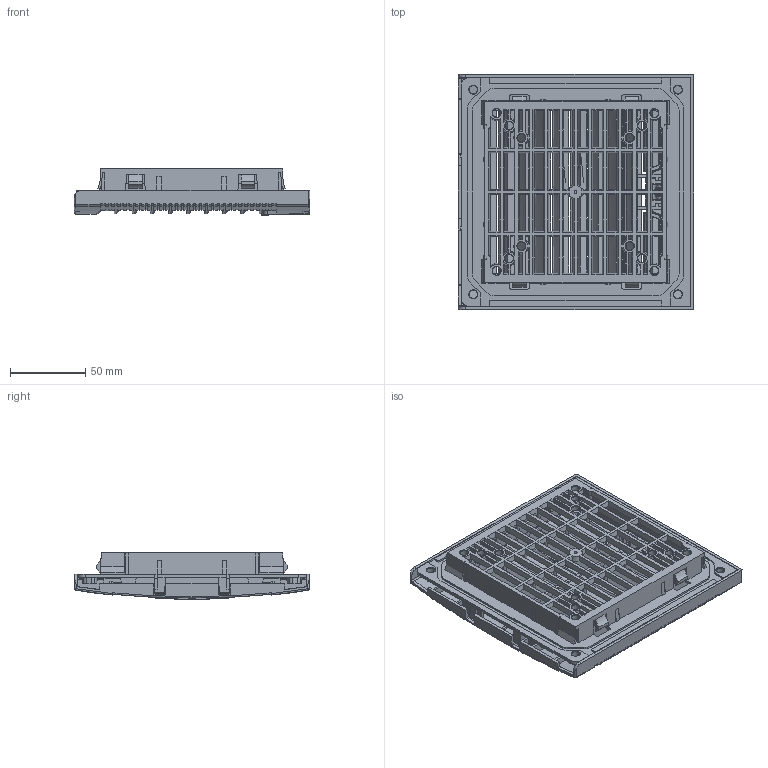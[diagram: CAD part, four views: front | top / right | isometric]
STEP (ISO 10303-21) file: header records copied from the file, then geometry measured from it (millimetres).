
FILE_DESCRIPTION(('FreeCAD Model'),'2;1');
FILE_NAME('LFGH120.stp', '2019-12-02T08:35:27',('Author'),(''), 'Open CASCADE STEP processor 7.3','FreeCAD','Unknown');
FILE_SCHEMA(('AUTOMOTIVE_DESIGN { 1 0 10303 214 1 1 1 1 }'));
Length unit declared in the file: millimetre
Products named in the file (4): LFGH120; Latch; Frame_Base; Face
Assembly tree (3 placements, depth 2):
  LFGH120
    Latch
    Frame_Base
    Face
Bounding box: 156.41 x 156 x 30.55 mm (x, y, z)
Volume: 136031 mm3; surface area: 155140.7 mm2
Topology: 3 solids, 4 shells, 2066 faces, 6025 edges, 3949 vertices
Faces by surface type: plane 1017, cylinder 677, bspline 288, cone 84
Entity records: 277660 total; most frequent: CARTESIAN_POINT 175771, DIRECTION 12961, ORIENTED_EDGE 12038, PCURVE 12038, DEFINITIONAL_REPRESENTATION 12038, B_SPLINE_CURVE_WITH_KNOTS 8830, LINE 7828, VECTOR 7828
